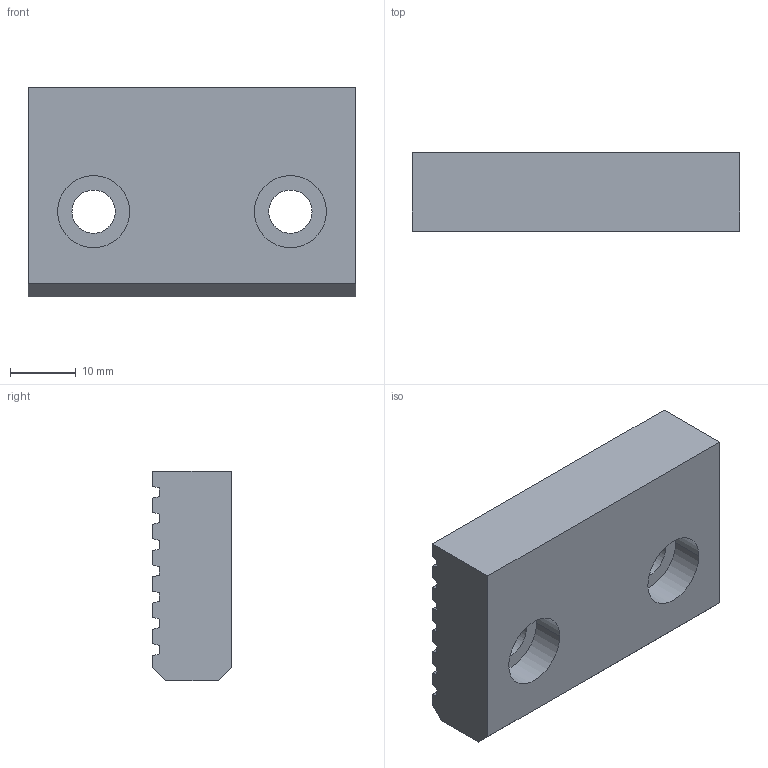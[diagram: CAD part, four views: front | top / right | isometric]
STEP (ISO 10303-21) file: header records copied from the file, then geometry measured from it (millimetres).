
FILE_DESCRIPTION(('STEP AP214'),'1');
FILE_NAME(' ',' ',('TraceParts'),('TraceParts S.A.'),'XStep 1.0',' ',' ');
FILE_SCHEMA(('automotive_design'));
Length unit declared in the file: millimetre
Products named in the file (1): 1
Bounding box: 50 x 12 x 32 mm (x, y, z)
Volume: 16494.4 mm3; surface area: 6092.7 mm2
Topology: 1 solids, 1 shells, 74 faces, 210 edges, 140 vertices
Faces by surface type: plane 62, cylinder 12
Entity records: 4800 total; most frequent: DIRECTION 432, STYLED_ITEM 425, PRESENTATION_STYLE_ASSIGNMENT 425, CARTESIAN_POINT 425, COLOUR_RGB 425, ORIENTED_EDGE 420, EDGE_CURVE 210, CURVE_STYLE 210
